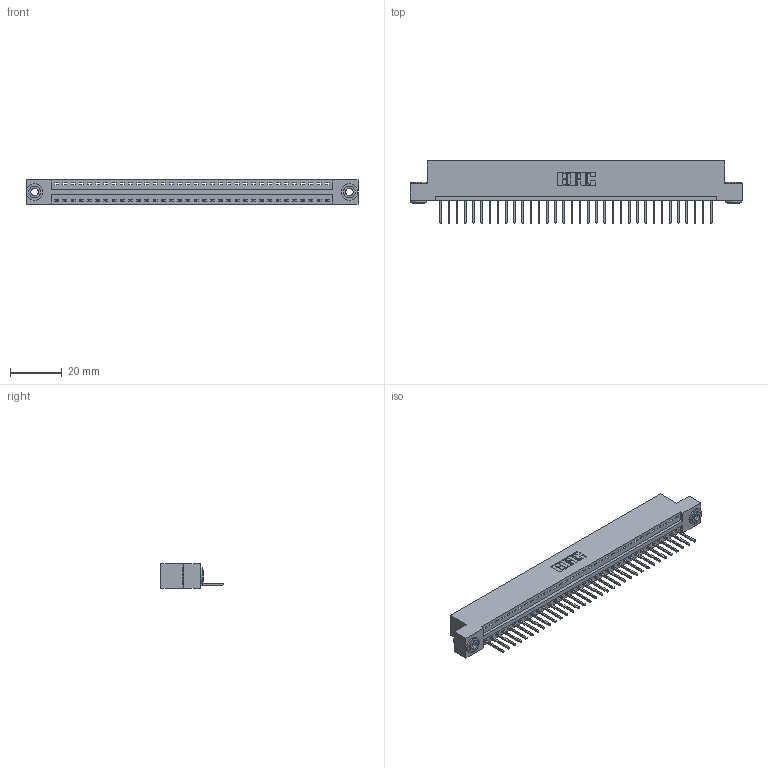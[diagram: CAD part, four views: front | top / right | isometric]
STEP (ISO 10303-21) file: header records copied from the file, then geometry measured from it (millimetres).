
FILE_DESCRIPTION (( 'STEP AP203' ), '1' );
FILE_NAME ('396-034-526-103.STEP', '2018-09-06T00:31:04', ( '' ), ( '' ), 'SwSTEP 2.0', 'SolidWorks 2016', '' );
FILE_SCHEMA (( 'CONFIG_CONTROL_DESIGN' ));
Length unit declared in the file: inch
Products named in the file (4): 345-250-002_345-250-002-102; 396-034-526-103; 346 Part_Flush Mounting Lugs - 0.156 Dia-TH; 345-292-001_345-293-126
Assembly tree (37 placements, depth 2):
  396-034-526-103
    346 Part_Flush Mounting Lugs - 0.156 Dia-TH
    345-292-001_345-293-126  x34
    345-250-002_345-250-002-102  x2
Bounding box: 128.52 x 24.13 x 9.4 mm (x, y, z)
Volume: 12239.8 mm3; surface area: 15397.9 mm2
Topology: 37 solids, 37 shells, 2132 faces, 6389 edges, 4210 vertices
Faces by surface type: plane 1446, cylinder 678, cone 8
Entity records: 22846 total; most frequent: CARTESIAN_POINT 3897, ORIENTED_EDGE 3858, DIRECTION 3479, EDGE_CURVE 1929, LINE 1637, VECTOR 1637, VERTEX_POINT 1282, AXIS2_PLACEMENT_3D 921
